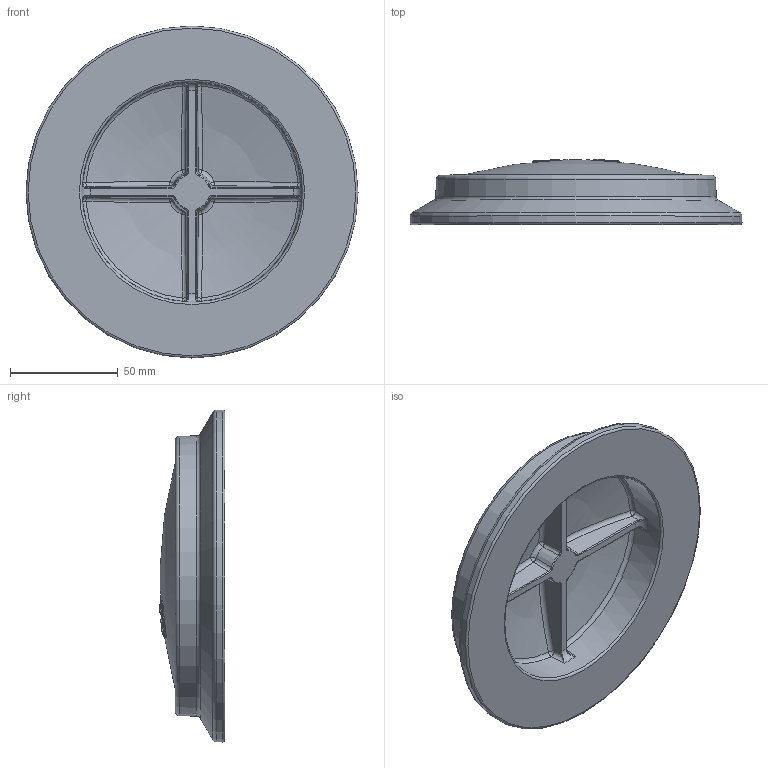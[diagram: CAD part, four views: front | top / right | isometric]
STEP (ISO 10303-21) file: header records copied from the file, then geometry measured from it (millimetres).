
FILE_DESCRIPTION(('STEP AP214'),'1');
FILE_NAME('PPS1 CAP100.stp','2021-03-17T07:56:22',(' '),(' '),'Spatial InterOp 3D',' ',' ');
FILE_SCHEMA(('AUTOMOTIVE_DESIGN { 1 0 10303 214 1 1 1 1 }'));
Length unit declared in the file: metre
Products named in the file (1): 1615967775
Bounding box: 153.96 x 30.47 x 153.96 mm (x, y, z)
Volume: 213206.8 mm3; surface area: 52997.3 mm2
Topology: 1 solids, 1 shells, 416 faces, 1077 edges, 663 vertices
Faces by surface type: plane 136, cylinder 109, bspline 56, extrusion 45, torus 37, sphere 21, cone 12
Entity records: 21057 total; most frequent: CARTESIAN_POINT 8063, ORIENTED_EDGE 2072, DIRECTION 1909, EDGE_CURVE 1036, AXIS2_PLACEMENT_3D 700, VERTEX_POINT 658, VECTOR 509, LINE 464
